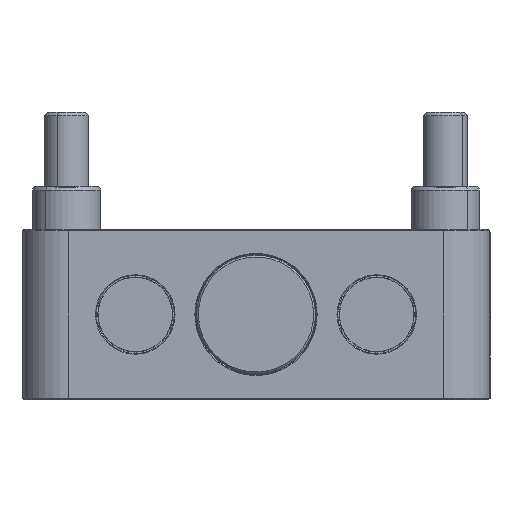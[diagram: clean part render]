
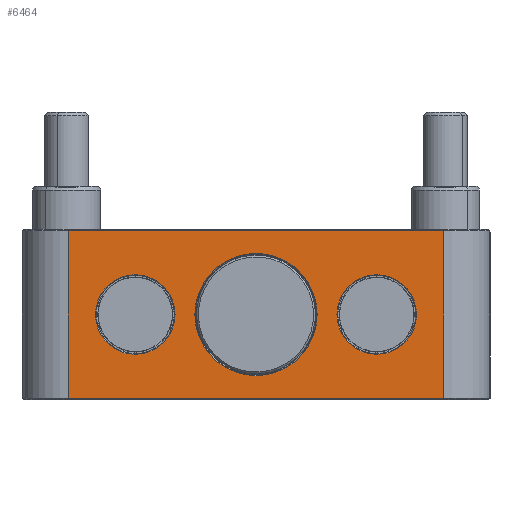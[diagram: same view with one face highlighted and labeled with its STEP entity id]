
A CAD part, front view. The second image highlights one B-rep face of the part: STEP entity #6464.
In plain terms, the highlighted planar face has unit normal (0, -1, 0).
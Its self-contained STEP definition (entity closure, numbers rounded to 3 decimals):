
#45 = CIRCLE ( 'NONE', #13009, 10.7 ) ;
#145 = FACE_OUTER_BOUND ( 'NONE', #3912, .T. ) ;
#216 = DIRECTION ( 'NONE',  ( 0., 1., 0. ) ) ;
#376 = AXIS2_PLACEMENT_3D ( 'NONE', #12253, #10155, #1053 ) ;
#524 = EDGE_CURVE ( 'NONE', #2788, #2383, #20596, .T. ) ;
#629 = ORIENTED_EDGE ( 'NONE', *, *, #8830, .T. ) ;
#1053 = DIRECTION ( 'NONE',  ( 1., 0., 0. ) ) ;
#1150 = LINE ( 'NONE', #19842, #6657 ) ;
#1168 = ORIENTED_EDGE ( 'NONE', *, *, #18842, .T. ) ;
#1562 = LINE ( 'NONE', #11770, #16262 ) ;
#1592 = AXIS2_PLACEMENT_3D ( 'NONE', #15025, #5921, #5675 ) ;
#1842 = CIRCLE ( 'NONE', #15576, 16.45 ) ;
#2155 = EDGE_LOOP ( 'NONE', ( #6939, #1168 ) ) ;
#2234 = CARTESIAN_POINT ( 'NONE',  ( -32.5, -42., -10.7 ) ) ;
#2326 = DIRECTION ( 'NONE',  ( 1., 0., 0. ) ) ;
#2383 = VERTEX_POINT ( 'NONE', #13185 ) ;
#2788 = VERTEX_POINT ( 'NONE', #4922 ) ;
#2974 = FACE_BOUND ( 'NONE', #2155, .T. ) ;
#3068 = CARTESIAN_POINT ( 'NONE',  ( -50.5, -42., 22.5 ) ) ;
#3133 = EDGE_CURVE ( 'NONE', #21861, #10977, #16070, .T. ) ;
#3465 = FACE_BOUND ( 'NONE', #21860, .T. ) ;
#3591 = PLANE ( 'NONE',  #1592 ) ;
#3620 = EDGE_CURVE ( 'NONE', #20975, #17324, #1150, .T. ) ;
#3678 = DIRECTION ( 'NONE',  ( 0., 0., -1. ) ) ;
#3791 = VERTEX_POINT ( 'NONE', #16252 ) ;
#3912 = EDGE_LOOP ( 'NONE', ( #18829, #13824, #629, #6674 ) ) ;
#3980 = ORIENTED_EDGE ( 'NONE', *, *, #5046, .T. ) ;
#4304 = VERTEX_POINT ( 'NONE', #3068 ) ;
#4310 = CIRCLE ( 'NONE', #20024, 10.7 ) ;
#4489 = AXIS2_PLACEMENT_3D ( 'NONE', #10636, #6578, #19738 ) ;
#4922 = CARTESIAN_POINT ( 'NONE',  ( 16.45, -42., 0. ) ) ;
#4939 = CARTESIAN_POINT ( 'NONE',  ( 0., -42., 0. ) ) ;
#5046 = EDGE_CURVE ( 'NONE', #10977, #21861, #45, .T. ) ;
#5358 = CARTESIAN_POINT ( 'NONE',  ( -50.5, -42., -22.5 ) ) ;
#5675 = DIRECTION ( 'NONE',  ( 1., 0., 0. ) ) ;
#5921 = DIRECTION ( 'NONE',  ( 0., -1., 0. ) ) ;
#6464 = ADVANCED_FACE ( 'NONE', ( #24016, #2974, #3465, #145 ), #3591, .T. ) ;
#6466 = CARTESIAN_POINT ( 'NONE',  ( -32.5, -42., 0. ) ) ;
#6578 = DIRECTION ( 'NONE',  ( 0., 1., 0. ) ) ;
#6639 = AXIS2_PLACEMENT_3D ( 'NONE', #9946, #17451, #2326 ) ;
#6657 = VECTOR ( 'NONE', #15669, 1000. ) ;
#6674 = ORIENTED_EDGE ( 'NONE', *, *, #3620, .T. ) ;
#6939 = ORIENTED_EDGE ( 'NONE', *, *, #524, .T. ) ;
#7271 = VECTOR ( 'NONE', #18107, 1000. ) ;
#7826 = DIRECTION ( 'NONE',  ( 0., 1., 0. ) ) ;
#8310 = DIRECTION ( 'NONE',  ( 0., 0., 1. ) ) ;
#8621 = DIRECTION ( 'NONE',  ( 0., 1., 0. ) ) ;
#8753 = LINE ( 'NONE', #21442, #7271 ) ;
#8830 = EDGE_CURVE ( 'NONE', #4304, #20975, #13051, .T. ) ;
#8983 = EDGE_CURVE ( 'NONE', #19462, #3791, #15307, .T. ) ;
#9465 = EDGE_CURVE ( 'NONE', #3791, #19462, #4310, .T. ) ;
#9946 = CARTESIAN_POINT ( 'NONE',  ( -32.5, -42., 0. ) ) ;
#10155 = DIRECTION ( 'NONE',  ( 0., 1., 0. ) ) ;
#10636 = CARTESIAN_POINT ( 'NONE',  ( 0., -42., 0. ) ) ;
#10977 = VERTEX_POINT ( 'NONE', #11399 ) ;
#11399 = CARTESIAN_POINT ( 'NONE',  ( 32.5, -42., -10.7 ) ) ;
#11450 = CARTESIAN_POINT ( 'NONE',  ( -50.5, -42., -23. ) ) ;
#11770 = CARTESIAN_POINT ( 'NONE',  ( 50.5, -42., -23. ) ) ;
#11890 = DIRECTION ( 'NONE',  ( 1., 0., 0. ) ) ;
#12253 = CARTESIAN_POINT ( 'NONE',  ( 32.5, -42., 0. ) ) ;
#12669 = VERTEX_POINT ( 'NONE', #13092 ) ;
#13009 = AXIS2_PLACEMENT_3D ( 'NONE', #22855, #216, #20879 ) ;
#13051 = LINE ( 'NONE', #11450, #15281 ) ;
#13092 = CARTESIAN_POINT ( 'NONE',  ( 50.5, -42., 22.5 ) ) ;
#13185 = CARTESIAN_POINT ( 'NONE',  ( -16.45, -42., 0. ) ) ;
#13824 = ORIENTED_EDGE ( 'NONE', *, *, #17269, .T. ) ;
#14269 = EDGE_LOOP ( 'NONE', ( #21116, #22134 ) ) ;
#15025 = CARTESIAN_POINT ( 'NONE',  ( 63., -42., -23. ) ) ;
#15052 = ORIENTED_EDGE ( 'NONE', *, *, #3133, .T. ) ;
#15281 = VECTOR ( 'NONE', #3678, 1000. ) ;
#15307 = CIRCLE ( 'NONE', #6639, 10.7 ) ;
#15576 = AXIS2_PLACEMENT_3D ( 'NONE', #4939, #8621, #22041 ) ;
#15669 = DIRECTION ( 'NONE',  ( 1., 0., 0. ) ) ;
#16070 = CIRCLE ( 'NONE', #376, 10.7 ) ;
#16246 = CARTESIAN_POINT ( 'NONE',  ( 50.5, -42., -22.5 ) ) ;
#16252 = CARTESIAN_POINT ( 'NONE',  ( -32.5, -42., 10.7 ) ) ;
#16262 = VECTOR ( 'NONE', #8310, 1000. ) ;
#16542 = EDGE_CURVE ( 'NONE', #17324, #12669, #1562, .T. ) ;
#17269 = EDGE_CURVE ( 'NONE', #12669, #4304, #8753, .T. ) ;
#17324 = VERTEX_POINT ( 'NONE', #16246 ) ;
#17451 = DIRECTION ( 'NONE',  ( 0., 1., 0. ) ) ;
#18107 = DIRECTION ( 'NONE',  ( -1., 0., 0. ) ) ;
#18829 = ORIENTED_EDGE ( 'NONE', *, *, #16542, .T. ) ;
#18842 = EDGE_CURVE ( 'NONE', #2383, #2788, #1842, .T. ) ;
#19462 = VERTEX_POINT ( 'NONE', #2234 ) ;
#19738 = DIRECTION ( 'NONE',  ( 1., 0., 0. ) ) ;
#19842 = CARTESIAN_POINT ( 'NONE',  ( 63., -42., -22.5 ) ) ;
#20024 = AXIS2_PLACEMENT_3D ( 'NONE', #6466, #7826, #11890 ) ;
#20596 = CIRCLE ( 'NONE', #4489, 16.45 ) ;
#20879 = DIRECTION ( 'NONE',  ( 1., 0., 0. ) ) ;
#20975 = VERTEX_POINT ( 'NONE', #5358 ) ;
#21002 = CARTESIAN_POINT ( 'NONE',  ( 32.5, -42., 10.7 ) ) ;
#21116 = ORIENTED_EDGE ( 'NONE', *, *, #8983, .T. ) ;
#21442 = CARTESIAN_POINT ( 'NONE',  ( -50.5, -42., 22.5 ) ) ;
#21860 = EDGE_LOOP ( 'NONE', ( #3980, #15052 ) ) ;
#21861 = VERTEX_POINT ( 'NONE', #21002 ) ;
#22041 = DIRECTION ( 'NONE',  ( 1., 0., 0. ) ) ;
#22134 = ORIENTED_EDGE ( 'NONE', *, *, #9465, .T. ) ;
#22855 = CARTESIAN_POINT ( 'NONE',  ( 32.5, -42., 0. ) ) ;
#24016 = FACE_BOUND ( 'NONE', #14269, .T. ) ;
